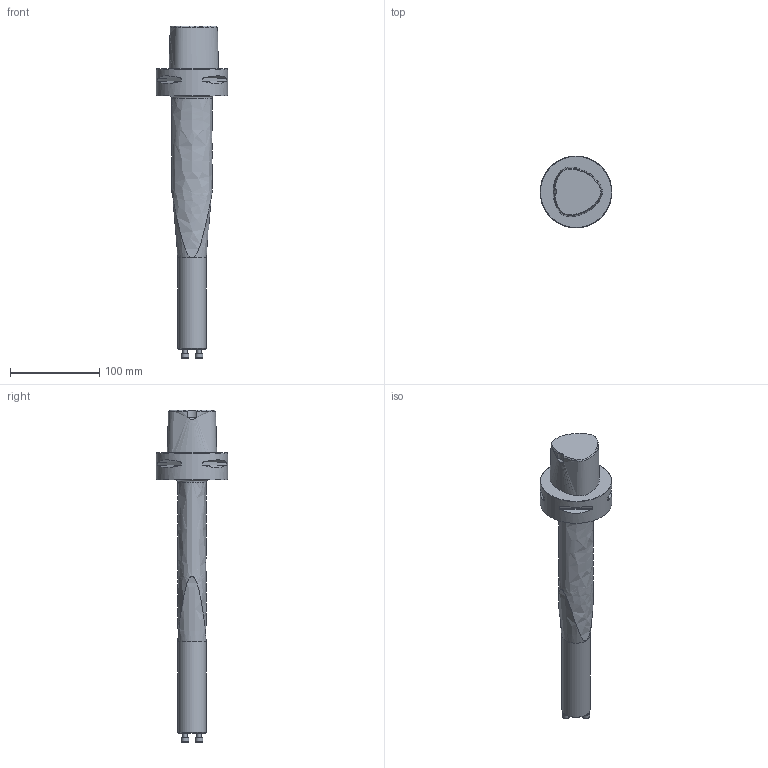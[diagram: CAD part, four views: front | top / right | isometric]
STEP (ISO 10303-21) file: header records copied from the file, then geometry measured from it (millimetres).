
FILE_DESCRIPTION(/* description */ (''),/* implementation_level */ '2;1');
FILE_NAME(/* name */ '1548683470138.stp',/* time_stamp */ '2019-01-28T14:51:20+01:00',/* author */ (''),/* organization */ ('SMS'),/* preprocessor_version */ 'ST-DEVELOPER v15',/* originating_system */ 'SIEMENS PLM Software NX 8.5',/* authorisation */ '');
FILE_SCHEMA (('AUTOMOTIVE_DESIGN { 1 0 10303 214 3 1 1 1 }'));
Length unit declared in the file: millimetre
Products named in the file (1): C8-SL-D_45E_313-32
Bounding box: 80 x 80 x 371 mm (x, y, z)
Volume: 533406.1 mm3; surface area: 58007.3 mm2
Topology: 1 solids, 1 shells, 73 faces, 164 edges, 111 vertices
Faces by surface type: plane 43, cylinder 17, cone 9, bspline 3, extrusion 1
Full cylindrical faces by diameter (mm): 5 x3, 8.5 x3, 32 x1, 80 x1
Entity records: 2974 total; most frequent: CARTESIAN_POINT 1418, DIRECTION 293, ORIENTED_EDGE 282, EDGE_CURVE 141, AXIS2_PLACEMENT_3D 107, EDGE_LOOP 104, VERTEX_POINT 101, VECTOR 79
